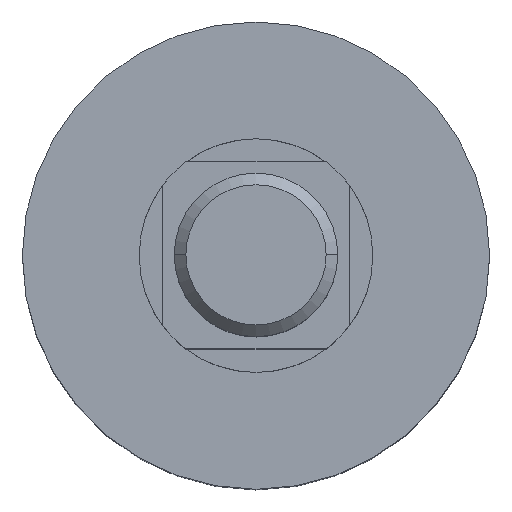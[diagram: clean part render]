
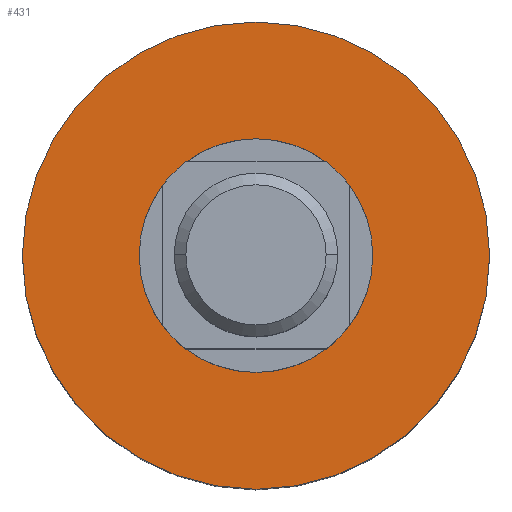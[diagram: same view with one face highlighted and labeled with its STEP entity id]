
A CAD part, top view. The second image highlights one B-rep face of the part: STEP entity #431.
In plain terms, the highlighted planar face has unit normal (0, 0, 1).
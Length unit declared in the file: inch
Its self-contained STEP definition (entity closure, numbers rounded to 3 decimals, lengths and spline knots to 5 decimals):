
#10 = EDGE_CURVE ( 'NONE', #93, #596, #922, .T. ) ;
#29 = ORIENTED_EDGE ( 'NONE', *, *, #756, .F. ) ;
#36 = ORIENTED_EDGE ( 'NONE', *, *, #978, .F. ) ;
#52 = DIRECTION ( 'NONE',  ( 1., 0., 0. ) ) ;
#55 = AXIS2_PLACEMENT_3D ( 'NONE', #414, #985, #255 ) ;
#71 = CARTESIAN_POINT ( 'NONE',  ( -0.625, 0., 0. ) ) ;
#93 = VERTEX_POINT ( 'NONE', #971 ) ;
#155 = VERTEX_POINT ( 'NONE', #719 ) ;
#168 = CIRCLE ( 'NONE', #409, 0.3125 ) ;
#172 = CIRCLE ( 'NONE', #587, 0.625 ) ;
#255 = DIRECTION ( 'NONE',  ( 1., 0., 0. ) ) ;
#371 = CARTESIAN_POINT ( 'NONE',  ( 0., 0., 0. ) ) ;
#409 = AXIS2_PLACEMENT_3D ( 'NONE', #535, #542, #1007 ) ;
#414 = CARTESIAN_POINT ( 'NONE',  ( 0., 0., 0. ) ) ;
#421 = EDGE_LOOP ( 'NONE', ( #685, #760 ) ) ;
#424 = AXIS2_PLACEMENT_3D ( 'NONE', #1037, #938, #783 ) ;
#431 = ADVANCED_FACE ( 'NONE', ( #889, #820 ), #748, .T. ) ;
#478 = VERTEX_POINT ( 'NONE', #696 ) ;
#535 = CARTESIAN_POINT ( 'NONE',  ( 0., 0., 0. ) ) ;
#541 = EDGE_LOOP ( 'NONE', ( #36, #29 ) ) ;
#542 = DIRECTION ( 'NONE',  ( 0., 0., 1. ) ) ;
#587 = AXIS2_PLACEMENT_3D ( 'NONE', #702, #714, #859 ) ;
#596 = VERTEX_POINT ( 'NONE', #71 ) ;
#650 = EDGE_CURVE ( 'NONE', #596, #93, #172, .T. ) ;
#685 = ORIENTED_EDGE ( 'NONE', *, *, #10, .T. ) ;
#696 = CARTESIAN_POINT ( 'NONE',  ( -0.3125, 0., 0. ) ) ;
#702 = CARTESIAN_POINT ( 'NONE',  ( 0., 0., 0. ) ) ;
#714 = DIRECTION ( 'NONE',  ( 0., 0., 1. ) ) ;
#719 = CARTESIAN_POINT ( 'NONE',  ( 0.3125, 0., 0. ) ) ;
#748 = PLANE ( 'NONE',  #55 ) ;
#756 = EDGE_CURVE ( 'NONE', #155, #478, #888, .T. ) ;
#760 = ORIENTED_EDGE ( 'NONE', *, *, #650, .T. ) ;
#783 = DIRECTION ( 'NONE',  ( 1., 0., 0. ) ) ;
#820 = FACE_OUTER_BOUND ( 'NONE', #421, .T. ) ;
#859 = DIRECTION ( 'NONE',  ( 1., 0., 0. ) ) ;
#888 = CIRCLE ( 'NONE', #424, 0.3125 ) ;
#889 = FACE_BOUND ( 'NONE', #541, .T. ) ;
#922 = CIRCLE ( 'NONE', #961, 0.625 ) ;
#938 = DIRECTION ( 'NONE',  ( 0., 0., 1. ) ) ;
#961 = AXIS2_PLACEMENT_3D ( 'NONE', #371, #1015, #52 ) ;
#971 = CARTESIAN_POINT ( 'NONE',  ( 0.625, 0., 0. ) ) ;
#978 = EDGE_CURVE ( 'NONE', #478, #155, #168, .T. ) ;
#985 = DIRECTION ( 'NONE',  ( 0., 0., 1. ) ) ;
#1007 = DIRECTION ( 'NONE',  ( 1., 0., 0. ) ) ;
#1015 = DIRECTION ( 'NONE',  ( 0., 0., 1. ) ) ;
#1037 = CARTESIAN_POINT ( 'NONE',  ( 0., 0., 0. ) ) ;
